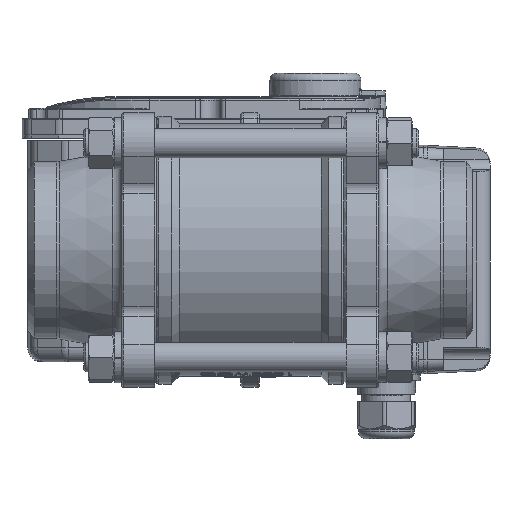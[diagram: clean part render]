
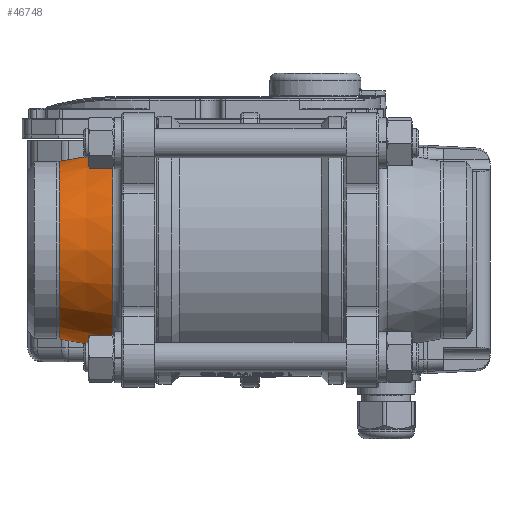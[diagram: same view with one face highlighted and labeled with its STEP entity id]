
A CAD part, front view. The second image highlights one B-rep face of the part: STEP entity #46748.
In plain terms, the highlighted conical face has half-angle 13 degrees and reference radius 38 mm.
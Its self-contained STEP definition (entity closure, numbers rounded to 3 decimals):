
#3194=CONICAL_SURFACE('',#50012,38.,0.227);
#10902=ORIENTED_EDGE('',*,*,#24979,.T.);
#10903=ORIENTED_EDGE('',*,*,#24976,.T.);
#24976=EDGE_CURVE('',#32012,#32012,#36660,.T.);
#24979=EDGE_CURVE('',#32015,#32015,#36663,.T.);
#32012=VERTEX_POINT('',#68584);
#32015=VERTEX_POINT('',#68591);
#36660=CIRCLE('',#50001,38.128);
#36663=CIRCLE('',#50005,43.385);
#38829=EDGE_LOOP('',(#10902));
#38830=EDGE_LOOP('',(#10903));
#42287=FACE_BOUND('',#38829,.T.);
#42288=FACE_BOUND('',#38830,.T.);
#46748=ADVANCED_FACE('',(#42287,#42288),#3194,.T.);
#50001=AXIS2_PLACEMENT_3D('',#68583,#54945,#54946);
#50005=AXIS2_PLACEMENT_3D('',#68590,#54953,#54954);
#50012=AXIS2_PLACEMENT_3D('',#68602,#54967,#54968);
#54945=DIRECTION('',(1.,0.,0.));
#54946=DIRECTION('',(0.,1.,0.));
#54953=DIRECTION('',(-1.,0.,0.));
#54954=DIRECTION('',(0.,1.,0.));
#54967=DIRECTION('',(1.,0.,0.));
#54968=DIRECTION('',(0.,-1.,0.));
#68583=CARTESIAN_POINT('',(-81.895,0.,0.));
#68584=CARTESIAN_POINT('',(-81.895,38.128,0.));
#68590=CARTESIAN_POINT('',(-59.125,0.,0.));
#68591=CARTESIAN_POINT('',(-59.125,43.385,0.));
#68602=CARTESIAN_POINT('',(-82.45,0.,0.));
